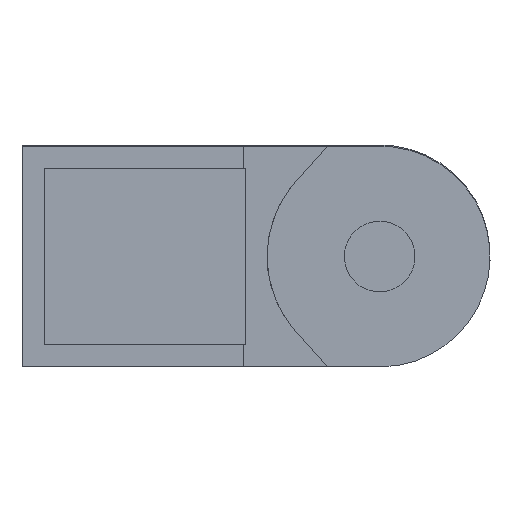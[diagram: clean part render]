
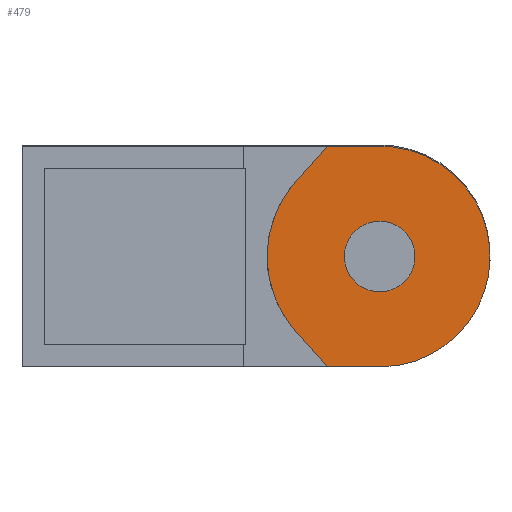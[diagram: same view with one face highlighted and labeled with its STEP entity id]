
A CAD part, front view. The second image highlights one B-rep face of the part: STEP entity #479.
In plain terms, the highlighted planar face has unit normal (0, -1, 0).
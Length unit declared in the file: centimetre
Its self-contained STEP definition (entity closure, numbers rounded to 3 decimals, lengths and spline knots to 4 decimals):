
#159=FACE_BOUND('',#1198,.T.);
#479=ADVANCED_FACE('',(#810,#159),#5823,.T.);
#810=FACE_OUTER_BOUND('',#1197,.T.);
#1197=EDGE_LOOP('',(#2938,#2939,#2940,#2941,#2942,#2943));
#1198=EDGE_LOOP('',(#2944,#2945));
#2938=ORIENTED_EDGE('',*,*,#3873,.T.);
#2939=ORIENTED_EDGE('',*,*,#3874,.T.);
#2940=ORIENTED_EDGE('',*,*,#3872,.T.);
#2941=ORIENTED_EDGE('',*,*,#3919,.T.);
#2942=ORIENTED_EDGE('',*,*,#3917,.T.);
#2943=ORIENTED_EDGE('',*,*,#3918,.T.);
#2944=ORIENTED_EDGE('',*,*,#3929,.T.);
#2945=ORIENTED_EDGE('',*,*,#3947,.T.);
#3872=EDGE_CURVE('',#5440,#5441,#4846,.T.);
#3873=EDGE_CURVE('',#5442,#5443,#4847,.T.);
#3874=EDGE_CURVE('',#5443,#5440,#4305,.T.);
#3917=EDGE_CURVE('',#5472,#5473,#4321,.T.);
#3918=EDGE_CURVE('',#5473,#5442,#4875,.T.);
#3919=EDGE_CURVE('',#5441,#5472,#4876,.T.);
#3929=EDGE_CURVE('',#5479,#5488,#4324,.T.);
#3947=EDGE_CURVE('',#5488,#5479,#4342,.T.);
#4305=(
BOUNDED_CURVE()
B_SPLINE_CURVE(2,(#10129,#10130,#10131,#10132,#10133),.UNSPECIFIED.,.F.,
 .F.)
B_SPLINE_CURVE_WITH_KNOTS((3,2,3),(34.3,38.227,42.154),
 .UNSPECIFIED.)
CURVE()
GEOMETRIC_REPRESENTATION_ITEM()
RATIONAL_B_SPLINE_CURVE((1.,0.707,1.,0.707,1.))
REPRESENTATION_ITEM('')
);
#4321=(
BOUNDED_CURVE()
B_SPLINE_CURVE(2,(#10231,#10232,#10233),.UNSPECIFIED.,.F.,.F.)
B_SPLINE_CURVE_WITH_KNOTS((3,3),(0.8937,4.6173),
 .UNSPECIFIED.)
CURVE()
GEOMETRIC_REPRESENTATION_ITEM()
RATIONAL_B_SPLINE_CURVE((1.,0.745,1.))
REPRESENTATION_ITEM('')
);
#4324=(
BOUNDED_CURVE()
B_SPLINE_CURVE(2,(#10260,#10261,#10262,#10263,#10264),.UNSPECIFIED.,.F.,
 .F.)
B_SPLINE_CURVE_WITH_KNOTS((3,2,3),(-5.0265,-3.7699,
-2.5133),.UNSPECIFIED.)
CURVE()
GEOMETRIC_REPRESENTATION_ITEM()
RATIONAL_B_SPLINE_CURVE((1.,0.707,1.,0.707,1.))
REPRESENTATION_ITEM('')
);
#4342=(
BOUNDED_CURVE()
B_SPLINE_CURVE(2,(#10332,#10333,#10334,#10335,#10336),.UNSPECIFIED.,.F.,
 .F.)
B_SPLINE_CURVE_WITH_KNOTS((3,2,3),(-2.5133,-1.2566,
0.),.UNSPECIFIED.)
CURVE()
GEOMETRIC_REPRESENTATION_ITEM()
RATIONAL_B_SPLINE_CURVE((1.,0.707,1.,0.707,1.))
REPRESENTATION_ITEM('')
);
#4846=B_SPLINE_CURVE_WITH_KNOTS('',1,(#10125,#10126),.UNSPECIFIED.,.F.,
 .F.,(2,2),(-4.05,-2.8654),.UNSPECIFIED.);
#4847=B_SPLINE_CURVE_WITH_KNOTS('',1,(#10127,#10128),.UNSPECIFIED.,.F.,
 .F.,(2,2),(2.8654,4.05),.UNSPECIFIED.);
#4875=B_SPLINE_CURVE_WITH_KNOTS('',1,(#10234,#10235),.UNSPECIFIED.,.F.,
 .F.,(2,2),(4.6173,5.69),.UNSPECIFIED.);
#4876=B_SPLINE_CURVE_WITH_KNOTS('',1,(#10236,#10237),.UNSPECIFIED.,.F.,
 .F.,(2,2),(-0.179,0.8937),.UNSPECIFIED.);
#5440=VERTEX_POINT('',#10005);
#5441=VERTEX_POINT('',#10006);
#5442=VERTEX_POINT('',#10007);
#5443=VERTEX_POINT('',#10008);
#5472=VERTEX_POINT('',#10037);
#5473=VERTEX_POINT('',#10038);
#5479=VERTEX_POINT('',#10044);
#5488=VERTEX_POINT('',#10053);
#5823=PLANE('',#6055);
#6055=AXIS2_PLACEMENT_3D('',#9974,#6271,$);
#6271=DIRECTION('',(0.,-1.,0.));
#9974=CARTESIAN_POINT('',(-0.536,-7.9089,-0.6438));
#10005=CARTESIAN_POINT('',(2.981,-7.9089,4.8231));
#10006=CARTESIAN_POINT('',(1.7964,-7.9089,4.8231));
#10007=CARTESIAN_POINT('',(1.7964,-7.9089,-0.1769));
#10008=CARTESIAN_POINT('',(2.981,-7.9089,-0.1769));
#10037=CARTESIAN_POINT('',(1.081,-7.9089,4.0238));
#10038=CARTESIAN_POINT('',(1.081,-7.9089,0.6224));
#10044=CARTESIAN_POINT('',(2.3284,-7.9089,2.7879));
#10053=CARTESIAN_POINT('',(3.6308,-7.9089,1.8584));
#10125=CARTESIAN_POINT('',(2.981,-7.9089,4.8231));
#10126=CARTESIAN_POINT('',(1.7964,-7.9089,4.8231));
#10127=CARTESIAN_POINT('',(1.7964,-7.9089,-0.1769));
#10128=CARTESIAN_POINT('',(2.981,-7.9089,-0.1769));
#10129=CARTESIAN_POINT('',(2.981,-7.9089,-0.1769));
#10130=CARTESIAN_POINT('',(5.481,-7.9089,-0.1769));
#10131=CARTESIAN_POINT('',(5.481,-7.9089,2.3231));
#10132=CARTESIAN_POINT('',(5.481,-7.9089,4.8231));
#10133=CARTESIAN_POINT('',(2.981,-7.9089,4.8231));
#10231=CARTESIAN_POINT('',(1.081,-7.9089,4.0238));
#10232=CARTESIAN_POINT('',(-0.4414,-7.9089,2.3231));
#10233=CARTESIAN_POINT('',(1.081,-7.9089,0.6224));
#10234=CARTESIAN_POINT('',(1.081,-7.9089,0.6224));
#10235=CARTESIAN_POINT('',(1.7964,-7.9089,-0.1769));
#10236=CARTESIAN_POINT('',(1.7964,-7.9089,4.8231));
#10237=CARTESIAN_POINT('',(1.081,-7.9089,4.0238));
#10260=CARTESIAN_POINT('',(2.3284,-7.9089,2.7879));
#10261=CARTESIAN_POINT('',(2.7932,-7.9089,3.439));
#10262=CARTESIAN_POINT('',(3.4443,-7.9089,2.9743));
#10263=CARTESIAN_POINT('',(4.0955,-7.9089,2.5095));
#10264=CARTESIAN_POINT('',(3.6308,-7.9089,1.8584));
#10332=CARTESIAN_POINT('',(3.6308,-7.9089,1.8584));
#10333=CARTESIAN_POINT('',(3.166,-7.9089,1.2072));
#10334=CARTESIAN_POINT('',(2.5149,-7.9089,1.6719));
#10335=CARTESIAN_POINT('',(1.8637,-7.9089,2.1367));
#10336=CARTESIAN_POINT('',(2.3284,-7.9089,2.7879));
